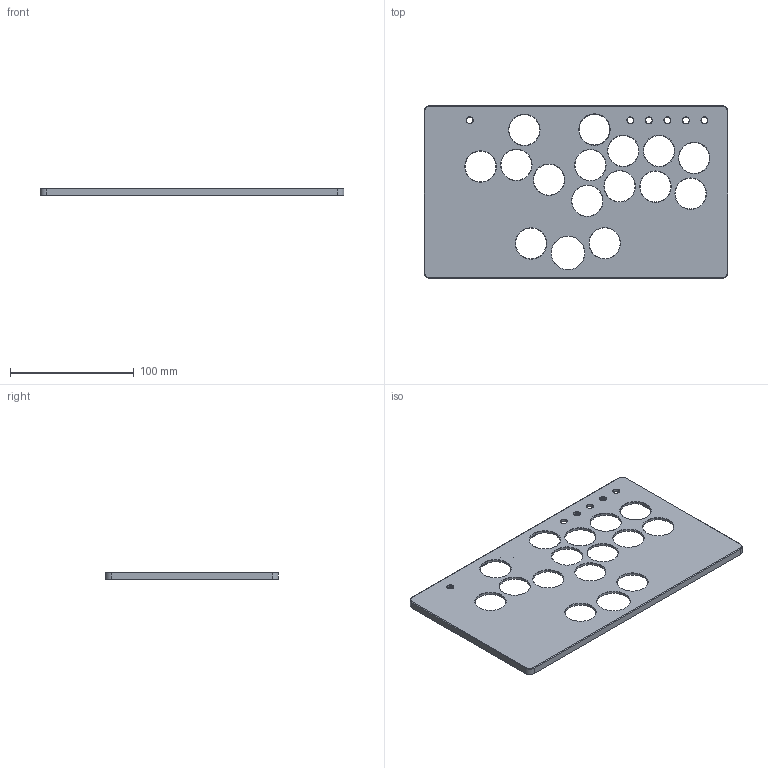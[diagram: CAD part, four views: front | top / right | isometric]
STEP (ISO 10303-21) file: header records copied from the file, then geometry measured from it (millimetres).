
FILE_DESCRIPTION(('HOOPS Exchange Step'),'2;1');
FILE_NAME('temp_export','2025-12-03T08:32:12+08:00',('chang'),('Shapr3D Limited'),'HOOPS Exchange 2025.7','Shapr3D','Authorized');
FILE_SCHEMA( ('AP242_MANAGED_MODEL_BASED_3D_ENGINEERING_MIM_LF {1 0 10303 442 1 1 4}') );
Length unit declared in the file: millimetre
Products named in the file (1): root
Bounding box: 246 x 140 x 6.3 mm (x, y, z)
Volume: 85068.2 mm3; surface area: 63191.4 mm2
Topology: 1 solids, 1 shells, 215 faces, 571 edges, 377 vertices
Faces by surface type: cylinder 93, plane 88, cone 34
Full cylindrical faces by diameter (mm): 2.05 x7, 5 x7, 5.3 x6, 7.5 x6, 8 x1, 10 x1, 25 x14, 27 x1
Entity records: 6937 total; most frequent: DIRECTION 1271, CARTESIAN_POINT 1167, ORIENTED_EDGE 1144, EDGE_CURVE 572, AXIS2_PLACEMENT_3D 482, VERTEX_POINT 378, VECTOR 307, LINE 307
